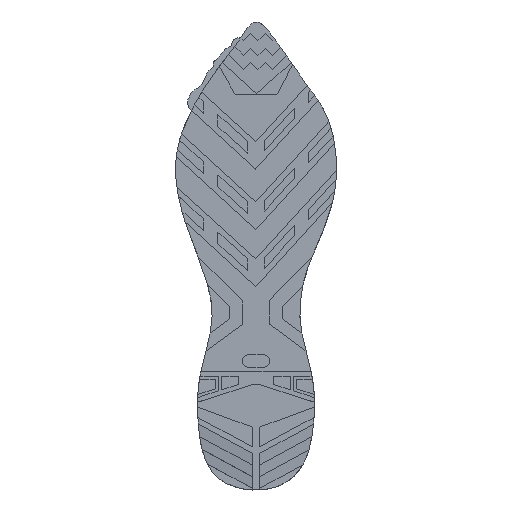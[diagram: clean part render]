
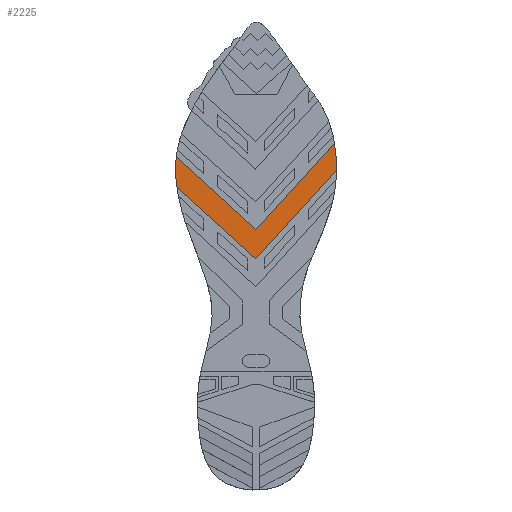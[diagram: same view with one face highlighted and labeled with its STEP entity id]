
A CAD part, top view. The second image highlights one B-rep face of the part: STEP entity #2225.
In plain terms, the highlighted face is planar.
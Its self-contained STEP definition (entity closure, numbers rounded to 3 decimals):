
#290 = CARTESIAN_POINT ( 'NONE',  ( 54.551, 3., -107.835 ) ) ;
#744 = CARTESIAN_POINT ( 'NONE',  ( 54.589, 3., -107.512 ) ) ;
#751 = VERTEX_POINT ( 'NONE', #3397 ) ;
#966 = DIRECTION ( 'NONE',  ( -0.74, 0., 0.673 ) ) ;
#1016 = FACE_OUTER_BOUND ( 'NONE', #4098, .T. ) ;
#1088 = ORIENTED_EDGE ( 'NONE', *, *, #6136, .F. ) ;
#1354 = EDGE_CURVE ( 'NONE', #751, #6630, #3554, .T. ) ;
#1532 = PLANE ( 'NONE',  #4674 ) ;
#1654 = VERTEX_POINT ( 'NONE', #4746 ) ;
#1668 = DIRECTION ( 'NONE',  ( 0.673, 0., 0.74 ) ) ;
#1734 = ORIENTED_EDGE ( 'NONE', *, *, #2673, .T. ) ;
#1819 = CARTESIAN_POINT ( 'NONE',  ( 54.096, 3., -87.331 ) ) ;
#1962 = ORIENTED_EDGE ( 'NONE', *, *, #6365, .F. ) ;
#1998 = ORIENTED_EDGE ( 'NONE', *, *, #6528, .T. ) ;
#2073 = VECTOR ( 'NONE', #4422, 1000. ) ;
#2213 = CARTESIAN_POINT ( 'NONE',  ( 28.986, 3., -26.356 ) ) ;
#2225 = ADVANCED_FACE ( 'NONE', ( #1016 ), #1532, .T. ) ;
#2334 = CARTESIAN_POINT ( 'NONE',  ( -54.991, 3., -98.622 ) ) ;
#2386 = CARTESIAN_POINT ( 'NONE',  ( 55.105, 3., -102.894 ) ) ;
#2612 = VECTOR ( 'NONE', #5808, 1000. ) ;
#2673 = EDGE_CURVE ( 'NONE', #3657, #6630, #4716, .T. ) ;
#2843 = EDGE_CURVE ( 'NONE', #5132, #3657, #4336, .T. ) ;
#2903 = CARTESIAN_POINT ( 'NONE',  ( -54.34, 3., -112.681 ) ) ;
#3148 = VECTOR ( 'NONE', #966, 1000. ) ;
#3397 = CARTESIAN_POINT ( 'NONE',  ( 54.551, 3., -107.835 ) ) ;
#3554 = LINE ( 'NONE', #5618, #3148 ) ;
#3610 = CARTESIAN_POINT ( 'NONE',  ( -53.596, 3., -117.179 ) ) ;
#3655 = CARTESIAN_POINT ( 'NONE',  ( 18.986, 3., -17.263 ) ) ;
#3657 = VERTEX_POINT ( 'NONE', #3610 ) ;
#3751 = LINE ( 'NONE', #3655, #2612 ) ;
#3778 = CARTESIAN_POINT ( 'NONE',  ( 55.059, 3., -95.959 ) ) ;
#3805 = CARTESIAN_POINT ( 'NONE',  ( -54.991, 3., -98.622 ) ) ;
#3851 = CARTESIAN_POINT ( 'NONE',  ( -18.986, 3., -20.88 ) ) ;
#4041 = DIRECTION ( 'NONE',  ( 0., -1., 0. ) ) ;
#4098 = EDGE_LOOP ( 'NONE', ( #1088, #1962, #6420, #1734, #5902, #1998 ) ) ;
#4336 = B_SPLINE_CURVE_WITH_KNOTS ( 'NONE', 3,
 ( #2334, #5382, #5449, #2903, #5507 ),
 .UNSPECIFIED., .F., .F.,
 ( 4, 1, 4 ),
 ( 0.838, 0.843, 0.855 ),
 .UNSPECIFIED. ) ;
#4360 = LINE ( 'NONE', #3851, #2073 ) ;
#4422 = DIRECTION ( 'NONE',  ( 0.74, 0., -0.673 ) ) ;
#4450 = CARTESIAN_POINT ( 'NONE',  ( 0., 3., -58.234 ) ) ;
#4490 = VERTEX_POINT ( 'NONE', #5878 ) ;
#4617 = B_SPLINE_CURVE_WITH_KNOTS ( 'NONE', 3,
 ( #290, #744, #2386, #3778, #4900, #1819 ),
 .UNSPECIFIED., .F., .F.,
 ( 4, 1, 1, 4 ),
 ( 0.151, 0.152, 0.167, 0.175 ),
 .UNSPECIFIED. ) ;
#4674 = AXIS2_PLACEMENT_3D ( 'NONE', #5596, #4041, #5670 ) ;
#4716 = LINE ( 'NONE', #2213, #5374 ) ;
#4746 = CARTESIAN_POINT ( 'NONE',  ( 54.096, 3., -87.331 ) ) ;
#4900 = CARTESIAN_POINT ( 'NONE',  ( 54.401, 3., -89.592 ) ) ;
#5132 = VERTEX_POINT ( 'NONE', #3805 ) ;
#5374 = VECTOR ( 'NONE', #1668, 1000. ) ;
#5382 = CARTESIAN_POINT ( 'NONE',  ( -55.013, 3., -100.256 ) ) ;
#5449 = CARTESIAN_POINT ( 'NONE',  ( -54.95, 3., -106.378 ) ) ;
#5507 = CARTESIAN_POINT ( 'NONE',  ( -53.596, 3., -117.179 ) ) ;
#5596 = CARTESIAN_POINT ( 'NONE',  ( 0., 3., 0. ) ) ;
#5618 = CARTESIAN_POINT ( 'NONE',  ( -28.986, 3., -31.879 ) ) ;
#5670 = DIRECTION ( 'NONE',  ( 0., 0., -1. ) ) ;
#5808 = DIRECTION ( 'NONE',  ( 0.673, 0., 0.74 ) ) ;
#5878 = CARTESIAN_POINT ( 'NONE',  ( 0., 3., -38.144 ) ) ;
#5902 = ORIENTED_EDGE ( 'NONE', *, *, #1354, .F. ) ;
#6136 = EDGE_CURVE ( 'NONE', #4490, #1654, #4360, .T. ) ;
#6365 = EDGE_CURVE ( 'NONE', #5132, #4490, #3751, .T. ) ;
#6420 = ORIENTED_EDGE ( 'NONE', *, *, #2843, .T. ) ;
#6528 = EDGE_CURVE ( 'NONE', #751, #1654, #4617, .T. ) ;
#6630 = VERTEX_POINT ( 'NONE', #4450 ) ;
